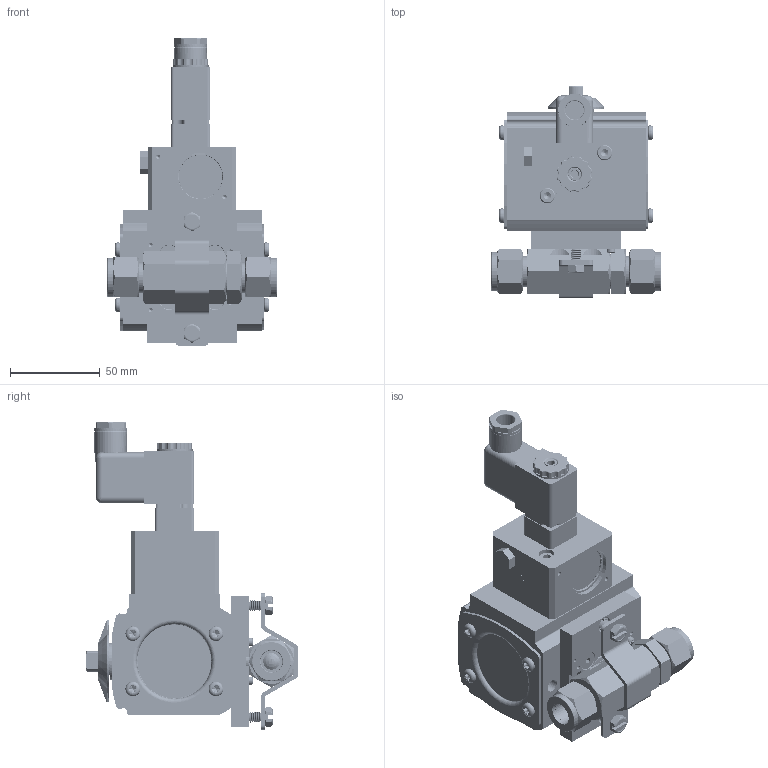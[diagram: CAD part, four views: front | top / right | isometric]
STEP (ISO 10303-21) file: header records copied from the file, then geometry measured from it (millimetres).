
FILE_DESCRIPTION (( 'STEP AP203' ), '1' );
FILE_NAME ('8204XXC8A512D4GPDS.step', '2018-08-30T13:19:55', ( '' ), ( '' ), 'SwSTEP 2.0', 'SolidWorks 2018', '' );
FILE_SCHEMA (( 'CONFIG_CONTROL_DESIGN' ));
Length unit declared in the file: inch
Products named in the file (1): 8204XXC8A512D4GPDS
Bounding box: 94.45 x 118.74 x 171.49 mm (x, y, z)
Volume: 404448.9 mm3; surface area: 158472.4 mm2
Topology: 60 solids, 60 shells, 4052 faces, 10419 edges, 6439 vertices
Faces by surface type: cylinder 1735, cone 1160, plane 774, bspline 194, torus 179, sphere 10
Entity records: 191059 total; most frequent: CARTESIAN_POINT 96648, ORIENTED_EDGE 20458, DIRECTION 19673, EDGE_CURVE 10229, AXIS2_PLACEMENT_3D 7841, VERTEX_POINT 6435, EDGE_LOOP 4328, ADVANCED_FACE 4052
